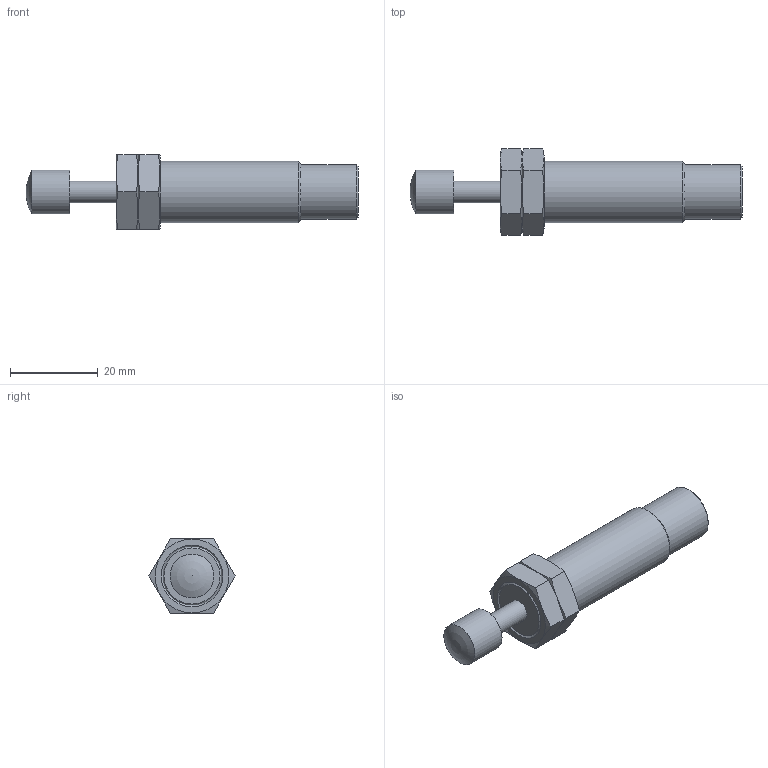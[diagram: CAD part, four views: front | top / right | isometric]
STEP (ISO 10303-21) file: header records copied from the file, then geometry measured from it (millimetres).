
FILE_DESCRIPTION(/* description */ ('STEP AP214'),/* implementation_level */ '2;1');
FILE_NAME(/* name */ '191199_YSR-10-10-C',/* time_stamp */ '2024-09-12T13:31:42+02:00',/* author */ ('License CC BY-ND 4.0'),/* organization */ ('CADENAS'),/* preprocessor_version */ 'ST-DEVELOPER v19.3',/* originating_system */ 'PARTsolutions',/* authorisation */ ' ');
FILE_SCHEMA (('AUTOMOTIVE_DESIGN {1 0 10303 214 3 1 1}'));
Length unit declared in the file: millimetre
Products named in the file (3): 191199 YSR-10-10-C---(0_OUT); 191199 YSR-10-10-C---(0_OUT)-P; 372957 YSRD-7-5-C M14X1-5-17
Assembly tree (3 placements, depth 2):
  191199 YSR-10-10-C---(0_OUT)
    191199 YSR-10-10-C---(0_OUT)-P
    372957 YSRD-7-5-C M14X1-5-17  x2
Bounding box: 75.5 x 19.63 x 17 mm (x, y, z)
Volume: 10113.8 mm3; surface area: 4572.3 mm2
Topology: 3 solids, 3 shells, 38 faces, 83 edges, 53 vertices
Faces by surface type: plane 20, cone 11, cylinder 6, sphere 1
Full cylindrical faces by diameter (mm): 5 x1, 10 x1, 12.4 x1, 12.917 x2, 14 x1
Entity records: 673 total; most frequent: CARTESIAN_POINT 141, DIRECTION 98, ORIENTED_EDGE 70, AXIS2_PLACEMENT_3D 46, EDGE_LOOP 42, FACE_BOUND 42, EDGE_CURVE 35, VERTEX_POINT 29
